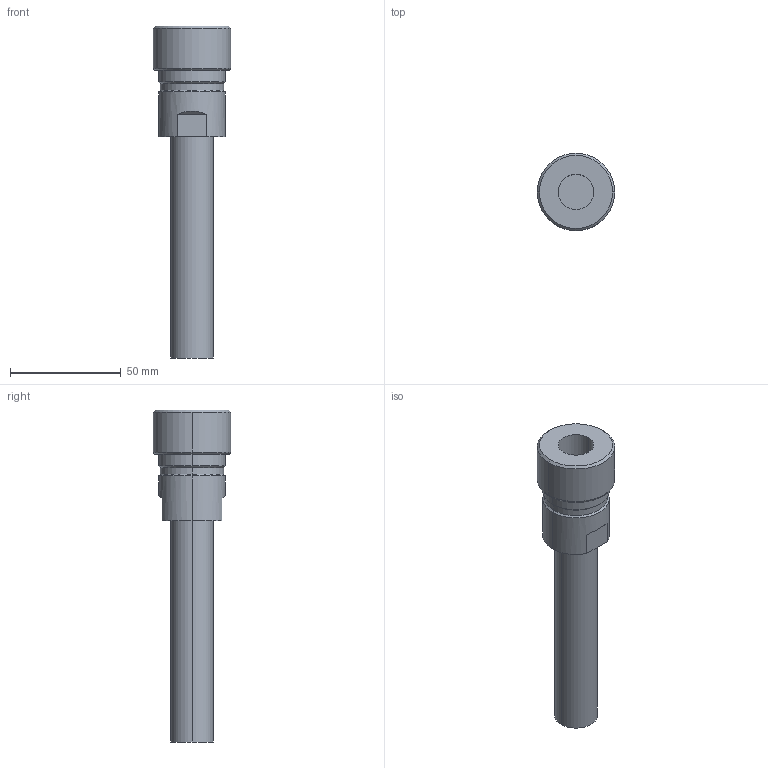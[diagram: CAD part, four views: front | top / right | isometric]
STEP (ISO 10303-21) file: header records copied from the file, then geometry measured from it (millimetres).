
FILE_DESCRIPTION (( 'STEP AP203' ), '1' );
FILE_NAME ('STP-04898.STEP', '2019-09-20T08:00:37', ( '' ), ( '' ), 'SwSTEP 2.0', 'SolidWorks 2017', '' );
FILE_SCHEMA (( 'CONFIG_CONTROL_DESIGN' ));
Length unit declared in the file: millimetre
Products named in the file (1): STP-04898
Bounding box: 35 x 35 x 150 mm (x, y, z)
Volume: 61603 mm3; surface area: 14556.1 mm2
Topology: 1 solids, 1 shells, 29 faces, 60 edges, 36 vertices
Faces by surface type: cylinder 12, plane 9, cone 6, torus 2
Entity records: 847 total; most frequent: DIRECTION 150, CARTESIAN_POINT 132, ORIENTED_EDGE 120, AXIS2_PLACEMENT_3D 62, EDGE_CURVE 60, VERTEX_POINT 36, CIRCLE 32, EDGE_LOOP 32
